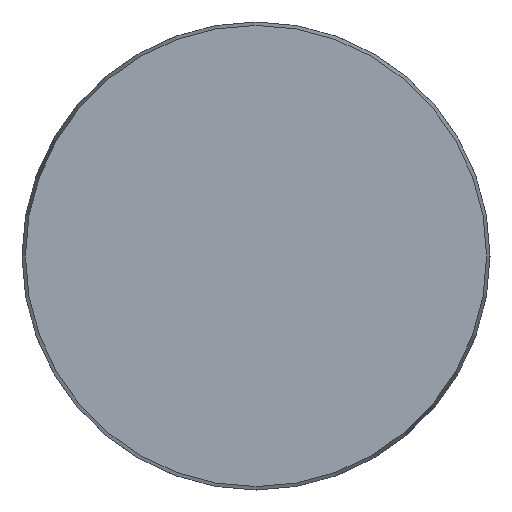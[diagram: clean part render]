
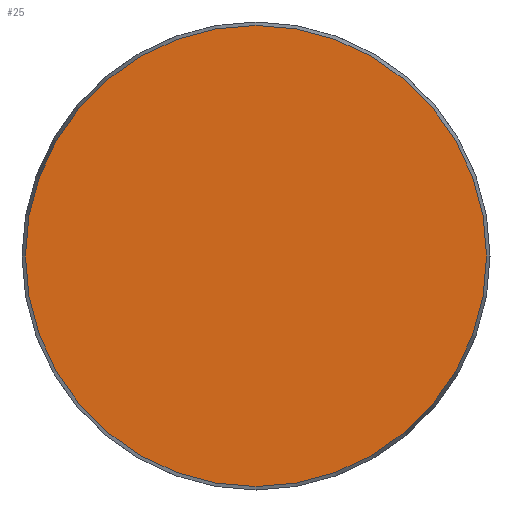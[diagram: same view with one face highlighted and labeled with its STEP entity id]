
A CAD part, front view. The second image highlights one B-rep face of the part: STEP entity #25.
In plain terms, the highlighted planar face has unit normal (0, -1, 0).
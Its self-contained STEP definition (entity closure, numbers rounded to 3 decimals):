
#25 = ADVANCED_FACE ( 'NONE', ( #264 ), #191, .F. ) ;
#36 = DIRECTION ( 'NONE',  ( 0., 0., 1. ) ) ;
#54 = AXIS2_PLACEMENT_3D ( 'NONE', #98, #441, #177 ) ;
#71 = VERTEX_POINT ( 'NONE', #74 ) ;
#74 = CARTESIAN_POINT ( 'NONE',  ( 0., 0., -38.425 ) ) ;
#98 = CARTESIAN_POINT ( 'NONE',  ( 0., 0., 0. ) ) ;
#177 = DIRECTION ( 'NONE',  ( 0., 0., -1. ) ) ;
#186 = DIRECTION ( 'NONE',  ( 0., 1., 0. ) ) ;
#191 = PLANE ( 'NONE',  #348 ) ;
#264 = FACE_OUTER_BOUND ( 'NONE', #359, .T. ) ;
#338 = CIRCLE ( 'NONE', #54, 38.425 ) ;
#348 = AXIS2_PLACEMENT_3D ( 'NONE', #459, #186, #36 ) ;
#359 = EDGE_LOOP ( 'NONE', ( #405 ) ) ;
#405 = ORIENTED_EDGE ( 'NONE', *, *, #462, .T. ) ;
#441 = DIRECTION ( 'NONE',  ( 0., -1., 0. ) ) ;
#459 = CARTESIAN_POINT ( 'NONE',  ( -38.425, 0., 0. ) ) ;
#462 = EDGE_CURVE ( 'NONE', #71, #71, #338, .T. ) ;
